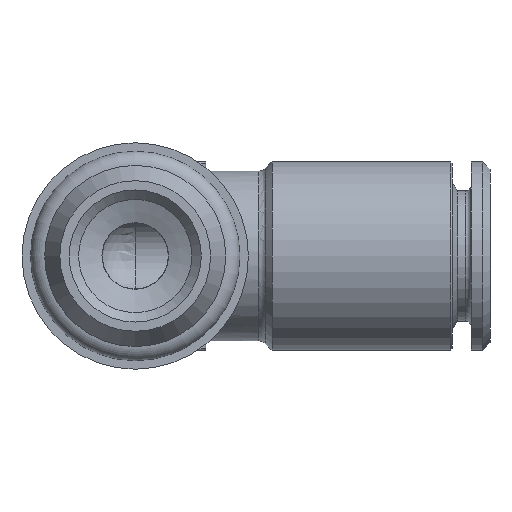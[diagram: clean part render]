
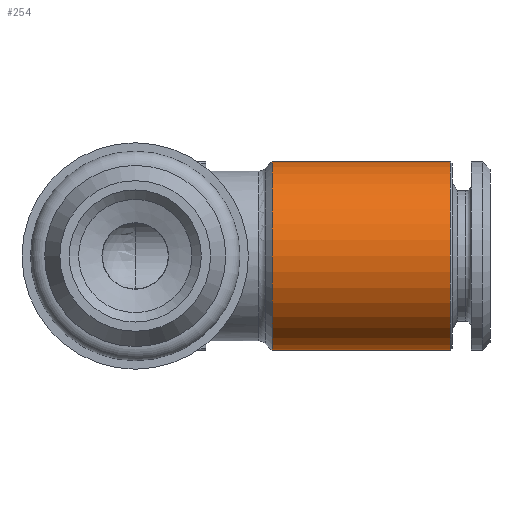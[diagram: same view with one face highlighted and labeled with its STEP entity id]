
A CAD part, front view. The second image highlights one B-rep face of the part: STEP entity #254.
In plain terms, the highlighted cylindrical face has radius 5 mm (diameter 10 mm), a full revolution.
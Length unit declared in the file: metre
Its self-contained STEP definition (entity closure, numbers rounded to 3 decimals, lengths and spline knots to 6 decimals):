
#254 = ADVANCED_FACE( 'NONE', ( #561, #562 ), #563, .T. );
#561 = FACE_OUTER_BOUND( '', #996, .T. );
#562 = FACE_OUTER_BOUND( '', #997, .T. );
#563 = CYLINDRICAL_SURFACE( '', #998, 0.005 );
#996 = EDGE_LOOP( '', ( #1722 ) );
#997 = EDGE_LOOP( '', ( #1723 ) );
#998 = AXIS2_PLACEMENT_3D( '', #1724, #1725, #1726 );
#1722 = ORIENTED_EDGE( '', *, *, #2207, .T. );
#1723 = ORIENTED_EDGE( '', *, *, #2246, .T. );
#1724 = CARTESIAN_POINT( '', ( 0., 0., 0. ) );
#1725 = DIRECTION( '', ( 1., 0., 0. ) );
#1726 = DIRECTION( '', ( 0., 0., 1. ) );
#2207 = EDGE_CURVE( 'NONE', #2635, #2635, #2636, .T. );
#2246 = EDGE_CURVE( 'NONE', #2684, #2684, #2685, .T. );
#2635 = VERTEX_POINT( '', #3364 );
#2636 = CIRCLE( '', #3365, 0.005 );
#2684 = VERTEX_POINT( '', #3503 );
#2685 = CIRCLE( '', #3504, 0.005 );
#3364 = CARTESIAN_POINT( '', ( 0.00725, 0., -0.005 ) );
#3365 = AXIS2_PLACEMENT_3D( '', #3883, #3884, #3885 );
#3503 = CARTESIAN_POINT( '', ( 0.0167, 0., 0.005 ) );
#3504 = AXIS2_PLACEMENT_3D( '', #3913, #3914, #3915 );
#3883 = CARTESIAN_POINT( '', ( 0.00725, 0., 0. ) );
#3884 = DIRECTION( '', ( 1., 0., 0. ) );
#3885 = DIRECTION( '', ( 0., 0., -1. ) );
#3913 = CARTESIAN_POINT( '', ( 0.0167, 0., 0. ) );
#3914 = DIRECTION( '', ( -1., 0., 0. ) );
#3915 = DIRECTION( '', ( 0., 0., 1. ) );
